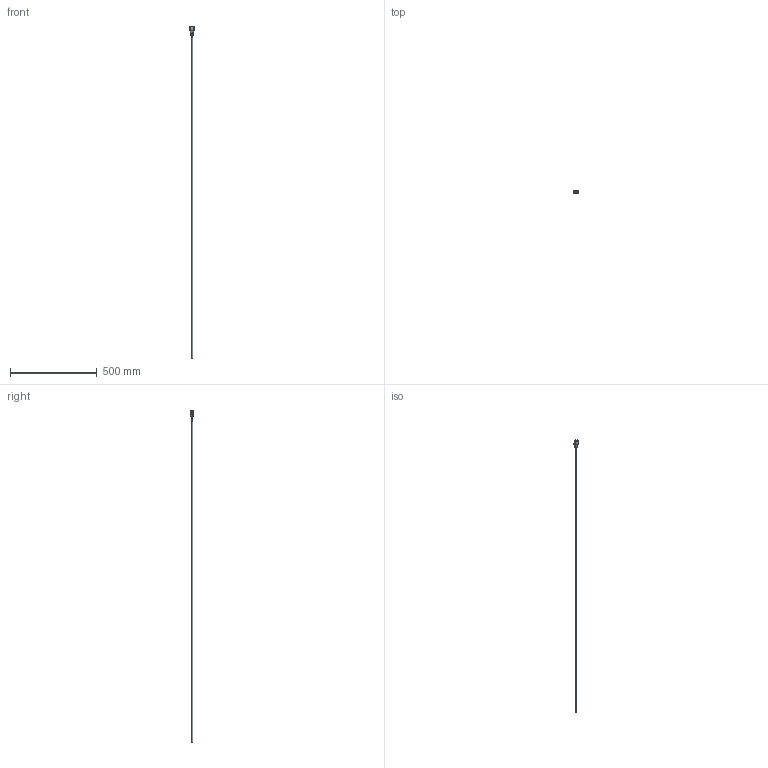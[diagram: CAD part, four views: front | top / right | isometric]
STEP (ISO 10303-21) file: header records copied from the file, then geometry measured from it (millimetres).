
FILE_DESCRIPTION(('STEP AP214'),'1');
FILE_NAME('1269-Z1P-A.step','2014-03-27T10:23:26',(' '),(' '),'Spatial InterOp 3D',' ',' ');
FILE_SCHEMA(('automotive_design'));
Length unit declared in the file: metre
Products named in the file (1): 1
Bounding box: 23.5 x 15.4 x 1916.2 mm (x, y, z)
Volume: 70856.2 mm3; surface area: 41969.4 mm2
Topology: 1 solids, 1 shells, 100 faces, 284 edges, 190 vertices
Faces by surface type: plane 60, cylinder 34, bspline 6
Entity records: 7739 total; most frequent: CARTESIAN_POINT 4476, ORIENTED_EDGE 568, DIRECTION 419, EDGE_CURVE 284, VERTEX_POINT 190, LINE 143, VECTOR 143, AXIS2_PLACEMENT_3D 138
